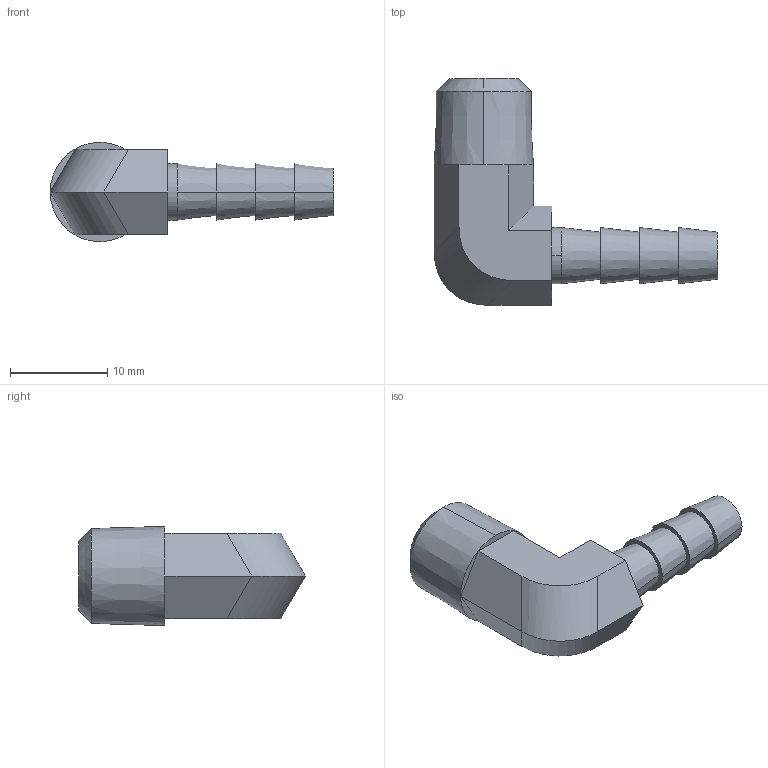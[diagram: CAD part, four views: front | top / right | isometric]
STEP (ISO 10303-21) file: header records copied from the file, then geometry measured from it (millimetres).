
FILE_DESCRIPTION (( 'STEP AP214' ), '1' );
FILE_NAME ('BAHBL-316-18N.step', '2017-08-29T20:41:02', ( '' ), ( '' ), 'SwSTEP 2.0', 'SolidWorks 2017', '' );
FILE_SCHEMA (( 'AUTOMOTIVE_DESIGN' ));
Length unit declared in the file: inch
Products named in the file (1): BAHBL-316-18N
Bounding box: 29.11 x 23.24 x 10.19 mm (x, y, z)
Volume: 1574.3 mm3; surface area: 1668.9 mm2
Topology: 1 solids, 1 shells, 41 faces, 93 edges, 60 vertices
Faces by surface type: plane 19, cone 12, cylinder 10
Entity records: 1251 total; most frequent: CARTESIAN_POINT 261, DIRECTION 208, ORIENTED_EDGE 186, EDGE_CURVE 93, AXIS2_PLACEMENT_3D 79, VERTEX_POINT 60, LINE 50, VECTOR 50
